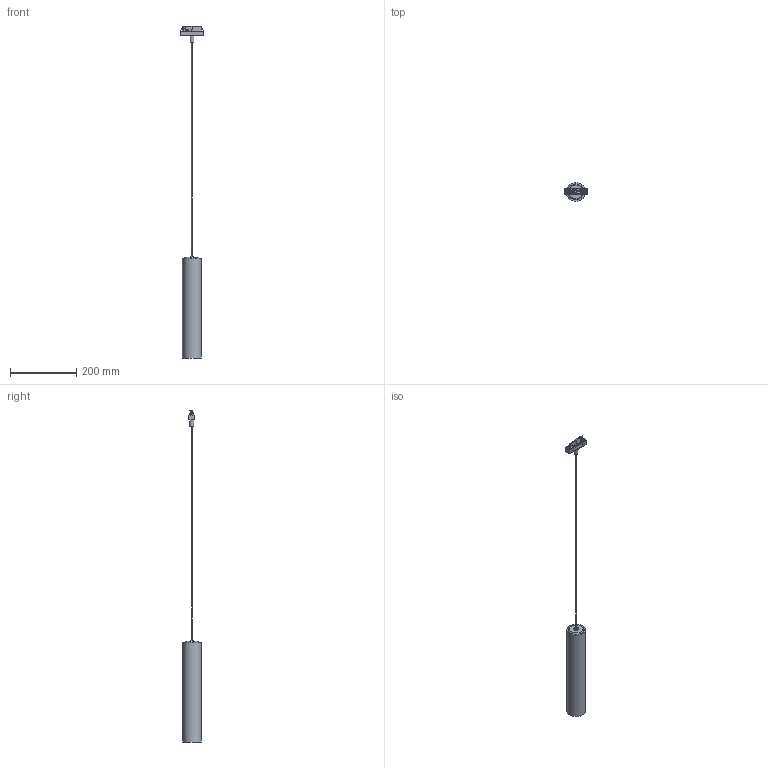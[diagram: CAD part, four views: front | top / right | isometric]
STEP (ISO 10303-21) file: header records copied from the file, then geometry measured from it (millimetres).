
FILE_DESCRIPTION(/* description */ ('This is a sample STEP configuration'),/* implementation_level */ '2;1');
FILE_NAME(/* name */ '192-20902xxxxxxxx _Simple.ipt_Rev_00.stp',/* time_stamp */ '2022-04-21T11:28:10+02:00',/* author */ ('powerJobs'),/* organization */ ('coolOrange'),/* preprocessor_version */ 'ST-DEVELOPER v18.1',/* originating_system */ 'Autodesk Inventor 2020',/* authorisation */ '');
FILE_SCHEMA (('AUTOMOTIVE_DESIGN { 1 0 10303 214 3 1 1 }'));
Length unit declared in the file: millimetre
Products named in the file (1): ENG000025860
Bounding box: 72 x 57 x 1000 mm (x, y, z)
Volume: 750881.4 mm3; surface area: 89801.1 mm2
Topology: 2 solids, 2 shells, 1034 faces, 2942 edges, 1882 vertices
Faces by surface type: plane 719, cylinder 197, cone 53, bspline 47, torus 11, sphere 7
Full cylindrical faces by diameter (mm): 2.3 x1, 2.5 x1, 2.9 x2, 3 x1, 3.3 x7, 4 x2, 5 x3, 5.5 x2, 6 x1, 6.3 x2, 7.2 x1, 12 x1, 14 x1, 40 x1, 57 x1
Entity records: 37229 total; most frequent: CARTESIAN_POINT 9479, ORIENTED_EDGE 5864, DIRECTION 5173, EDGE_CURVE 2932, LINE 2167, VECTOR 2167, VERTEX_POINT 1882, AXIS2_PLACEMENT_3D 1503
